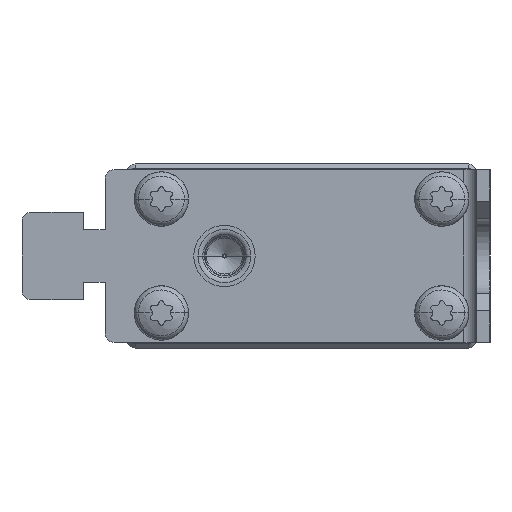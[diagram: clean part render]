
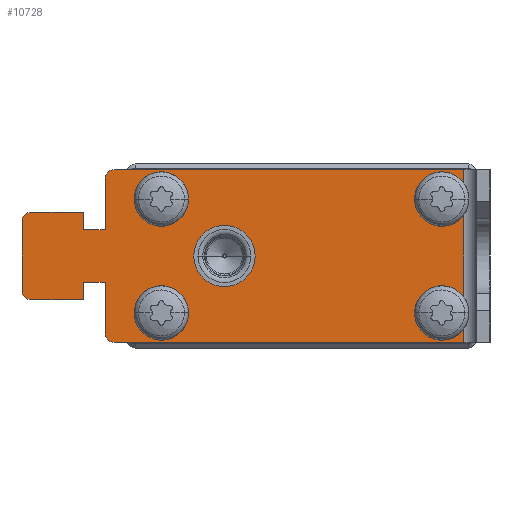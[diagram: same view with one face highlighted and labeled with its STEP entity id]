
A CAD part, left-side view. The second image highlights one B-rep face of the part: STEP entity #10728.
In plain terms, the highlighted face is planar.
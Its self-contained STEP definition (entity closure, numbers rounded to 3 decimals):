
#9840=DIRECTION('',(-1.,0.,0.));
#9841=VECTOR('',#9840,19.7);
#9842=CARTESIAN_POINT('',(9.85,1.5,3.));
#9843=LINE('',#9842,#9841);
#9854=CARTESIAN_POINT('',(8.85,1.5,42.9));
#9855=DIRECTION('',(0.,-1.,0.));
#9856=DIRECTION('',(1.,0.,0.));
#9857=AXIS2_PLACEMENT_3D('',#9854,#9855,#9856);
#9862=DIRECTION('',(0.,0.,1.));
#9863=VECTOR('',#9862,6.);
#9864=CARTESIAN_POINT('',(5.,1.5,46.4));
#9865=LINE('',#9864,#9863);
#9869=CARTESIAN_POINT('',(4.,1.5,52.4));
#9870=DIRECTION('',(0.,-1.,0.));
#9871=DIRECTION('',(1.,0.,0.));
#9872=AXIS2_PLACEMENT_3D('',#9869,#9870,#9871);
#9877=CARTESIAN_POINT('',(-4.,1.5,52.4));
#9878=DIRECTION('',(0.,-1.,0.));
#9879=DIRECTION('',(0.,0.,1.));
#9880=AXIS2_PLACEMENT_3D('',#9877,#9878,#9879);
#9885=DIRECTION('',(-1.,0.,0.));
#9886=VECTOR('',#9885,5.85);
#9887=CARTESIAN_POINT('',(-3.,1.5,43.9));
#9888=LINE('',#9887,#9886);
#9892=CARTESIAN_POINT('',(-8.85,1.5,42.9));
#9893=DIRECTION('',(0.,-1.,0.));
#9894=DIRECTION('',(0.,0.,1.));
#9895=AXIS2_PLACEMENT_3D('',#9892,#9893,#9894);
#9900=DIRECTION('',(0.,0.,1.));
#9901=VECTOR('',#9900,39.9);
#9902=CARTESIAN_POINT('',(9.85,1.5,3.));
#9903=LINE('',#9902,#9901);
#9907=CARTESIAN_POINT('',(-6.5,1.5,5.5));
#9908=DIRECTION('',(0.,1.,0.));
#9909=DIRECTION('',(1.,0.,0.));
#9910=AXIS2_PLACEMENT_3D('',#9907,#9908,#9909);
#9915=CARTESIAN_POINT('',(-6.5,1.5,5.5));
#9916=DIRECTION('',(0.,1.,0.));
#9917=DIRECTION('',(-1.,0.,0.));
#9918=AXIS2_PLACEMENT_3D('',#9915,#9916,#9917);
#9923=CARTESIAN_POINT('',(6.5,1.5,5.5));
#9924=DIRECTION('',(0.,1.,0.));
#9925=DIRECTION('',(1.,0.,0.));
#9926=AXIS2_PLACEMENT_3D('',#9923,#9924,#9925);
#9931=CARTESIAN_POINT('',(6.5,1.5,5.5));
#9932=DIRECTION('',(0.,1.,0.));
#9933=DIRECTION('',(-1.,0.,0.));
#9934=AXIS2_PLACEMENT_3D('',#9931,#9932,#9933);
#9939=CARTESIAN_POINT('',(6.5,1.5,37.5));
#9940=DIRECTION('',(0.,1.,0.));
#9941=DIRECTION('',(1.,0.,0.));
#9942=AXIS2_PLACEMENT_3D('',#9939,#9940,#9941);
#9947=CARTESIAN_POINT('',(6.5,1.5,37.5));
#9948=DIRECTION('',(0.,1.,0.));
#9949=DIRECTION('',(-1.,0.,0.));
#9950=AXIS2_PLACEMENT_3D('',#9947,#9948,#9949);
#9955=CARTESIAN_POINT('',(-6.5,1.5,37.5));
#9956=DIRECTION('',(0.,1.,0.));
#9957=DIRECTION('',(1.,0.,0.));
#9958=AXIS2_PLACEMENT_3D('',#9955,#9956,#9957);
#9963=CARTESIAN_POINT('',(-6.5,1.5,37.5));
#9964=DIRECTION('',(0.,1.,0.));
#9965=DIRECTION('',(-1.,0.,0.));
#9966=AXIS2_PLACEMENT_3D('',#9963,#9964,#9965);
#9971=CARTESIAN_POINT('',(0.,1.5,30.3));
#9972=DIRECTION('',(0.,1.,0.));
#9973=DIRECTION('',(1.,0.,0.));
#9974=AXIS2_PLACEMENT_3D('',#9971,#9972,#9973);
#9979=CARTESIAN_POINT('',(0.,1.5,30.3));
#9980=DIRECTION('',(0.,1.,0.));
#9981=DIRECTION('',(-1.,0.,0.));
#9982=AXIS2_PLACEMENT_3D('',#9979,#9980,#9981);
#9994=DIRECTION('',(1.,0.,0.));
#9995=VECTOR('',#9994,5.85);
#9996=CARTESIAN_POINT('',(3.,1.5,43.9));
#9997=LINE('',#9996,#9995);
#10008=DIRECTION('',(0.,0.,-1.));
#10009=VECTOR('',#10008,2.5);
#10010=CARTESIAN_POINT('',(3.,1.5,46.4));
#10011=LINE('',#10010,#10009);
#10022=DIRECTION('',(-1.,0.,0.));
#10023=VECTOR('',#10022,2.);
#10024=CARTESIAN_POINT('',(5.,1.5,46.4));
#10025=LINE('',#10024,#10023);
#10050=DIRECTION('',(1.,0.,0.));
#10051=VECTOR('',#10050,8.);
#10052=CARTESIAN_POINT('',(-4.,1.5,53.4));
#10053=LINE('',#10052,#10051);
#10078=DIRECTION('',(0.,0.,1.));
#10079=VECTOR('',#10078,6.);
#10080=CARTESIAN_POINT('',(-5.,1.5,46.4));
#10081=LINE('',#10080,#10079);
#10092=DIRECTION('',(-1.,0.,0.));
#10093=VECTOR('',#10092,2.);
#10094=CARTESIAN_POINT('',(-3.,1.5,46.4));
#10095=LINE('',#10094,#10093);
#10106=DIRECTION('',(0.,0.,1.));
#10107=VECTOR('',#10106,2.5);
#10108=CARTESIAN_POINT('',(-3.,1.5,43.9));
#10109=LINE('',#10108,#10107);
#10178=DIRECTION('',(0.,0.,1.));
#10179=VECTOR('',#10178,39.9);
#10180=CARTESIAN_POINT('',(-9.85,1.5,3.));
#10181=LINE('',#10180,#10179);
#10304=CARTESIAN_POINT('',(9.85,1.5,42.9));
#10306=VERTEX_POINT('',#10304);
#10308=CARTESIAN_POINT('',(9.85,1.5,3.));
#10309=VERTEX_POINT('',#10308);
#10322=CARTESIAN_POINT('',(8.85,1.5,43.9));
#10323=VERTEX_POINT('',#10322);
#10370=CARTESIAN_POINT('',(-2.475,1.5,30.3));
#10371=VERTEX_POINT('',#10370);
#10372=CARTESIAN_POINT('',(2.475,1.5,30.3));
#10373=VERTEX_POINT('',#10372);
#10374=CARTESIAN_POINT('',(3.,1.5,43.9));
#10375=VERTEX_POINT('',#10374);
#10376=CARTESIAN_POINT('',(3.,1.5,46.4));
#10377=VERTEX_POINT('',#10376);
#10378=CARTESIAN_POINT('',(5.,1.5,46.4));
#10379=VERTEX_POINT('',#10378);
#10380=CARTESIAN_POINT('',(5.,1.5,52.4));
#10381=VERTEX_POINT('',#10380);
#10382=CARTESIAN_POINT('',(4.,1.5,53.4));
#10383=VERTEX_POINT('',#10382);
#10384=CARTESIAN_POINT('',(-4.,1.5,53.4));
#10385=VERTEX_POINT('',#10384);
#10386=CARTESIAN_POINT('',(-5.,1.5,52.4));
#10387=VERTEX_POINT('',#10386);
#10388=CARTESIAN_POINT('',(-5.,1.5,46.4));
#10389=VERTEX_POINT('',#10388);
#10390=CARTESIAN_POINT('',(-3.,1.5,46.4));
#10391=VERTEX_POINT('',#10390);
#10392=CARTESIAN_POINT('',(-3.,1.5,43.9));
#10393=VERTEX_POINT('',#10392);
#10394=CARTESIAN_POINT('',(-8.85,1.5,43.9));
#10395=VERTEX_POINT('',#10394);
#10396=CARTESIAN_POINT('',(-9.85,1.5,42.9));
#10397=VERTEX_POINT('',#10396);
#10398=CARTESIAN_POINT('',(-9.85,1.5,3.));
#10399=VERTEX_POINT('',#10398);
#10400=CARTESIAN_POINT('',(-4.9,1.5,5.5));
#10401=CARTESIAN_POINT('',(-8.1,1.5,5.5));
#10402=VERTEX_POINT('',#10400);
#10403=VERTEX_POINT('',#10401);
#10404=CARTESIAN_POINT('',(8.1,1.5,5.5));
#10405=CARTESIAN_POINT('',(4.9,1.5,5.5));
#10406=VERTEX_POINT('',#10404);
#10407=VERTEX_POINT('',#10405);
#10408=CARTESIAN_POINT('',(8.1,1.5,37.5));
#10409=CARTESIAN_POINT('',(4.9,1.5,37.5));
#10410=VERTEX_POINT('',#10408);
#10411=VERTEX_POINT('',#10409);
#10412=CARTESIAN_POINT('',(-4.9,1.5,37.5));
#10413=CARTESIAN_POINT('',(-8.1,1.5,37.5));
#10414=VERTEX_POINT('',#10412);
#10415=VERTEX_POINT('',#10413);
#10662=CARTESIAN_POINT('',(9.85,1.5,53.4));
#10663=DIRECTION('',(0.,1.,0.));
#10664=DIRECTION('',(0.,0.,-1.));
#10665=AXIS2_PLACEMENT_3D('',#10662,#10663,#10664);
#10666=PLANE('',#10665);
#10667=ORIENTED_EDGE('',*,*,#10481,.T.);
#10669=ORIENTED_EDGE('',*,*,#10668,.F.);
#10671=ORIENTED_EDGE('',*,*,#10670,.F.);
#10673=ORIENTED_EDGE('',*,*,#10672,.F.);
#10675=ORIENTED_EDGE('',*,*,#10674,.T.);
#10677=ORIENTED_EDGE('',*,*,#10676,.T.);
#10679=ORIENTED_EDGE('',*,*,#10678,.F.);
#10681=ORIENTED_EDGE('',*,*,#10680,.T.);
#10683=ORIENTED_EDGE('',*,*,#10682,.F.);
#10685=ORIENTED_EDGE('',*,*,#10684,.F.);
#10687=ORIENTED_EDGE('',*,*,#10686,.F.);
#10689=ORIENTED_EDGE('',*,*,#10688,.T.);
#10691=ORIENTED_EDGE('',*,*,#10690,.T.);
#10693=ORIENTED_EDGE('',*,*,#10692,.F.);
#10694=ORIENTED_EDGE('',*,*,#10654,.F.);
#10695=ORIENTED_EDGE('',*,*,#10455,.T.);
#10696=EDGE_LOOP('',(#10667,#10669,#10671,#10673,#10675,#10677,#10679,#10681,
#10683,#10685,#10687,#10689,#10691,#10693,#10694,#10695));
#10697=FACE_OUTER_BOUND('',#10696,.F.);
#10699=ORIENTED_EDGE('',*,*,#10698,.T.);
#10701=ORIENTED_EDGE('',*,*,#10700,.T.);
#10702=EDGE_LOOP('',(#10699,#10701));
#10703=FACE_BOUND('',#10702,.F.);
#10705=ORIENTED_EDGE('',*,*,#10704,.T.);
#10707=ORIENTED_EDGE('',*,*,#10706,.T.);
#10708=EDGE_LOOP('',(#10705,#10707));
#10709=FACE_BOUND('',#10708,.F.);
#10711=ORIENTED_EDGE('',*,*,#10710,.T.);
#10713=ORIENTED_EDGE('',*,*,#10712,.T.);
#10714=EDGE_LOOP('',(#10711,#10713));
#10715=FACE_BOUND('',#10714,.F.);
#10717=ORIENTED_EDGE('',*,*,#10716,.T.);
#10719=ORIENTED_EDGE('',*,*,#10718,.T.);
#10720=EDGE_LOOP('',(#10717,#10719));
#10721=FACE_BOUND('',#10720,.F.);
#10723=ORIENTED_EDGE('',*,*,#10722,.T.);
#10725=ORIENTED_EDGE('',*,*,#10724,.T.);
#10726=EDGE_LOOP('',(#10723,#10725));
#10727=FACE_BOUND('',#10726,.F.);
#9858=CIRCLE('',#9857,1.);
#9873=CIRCLE('',#9872,1.);
#9881=CIRCLE('',#9880,1.);
#9896=CIRCLE('',#9895,1.);
#9911=CIRCLE('',#9910,1.6);
#9919=CIRCLE('',#9918,1.6);
#9927=CIRCLE('',#9926,1.6);
#9935=CIRCLE('',#9934,1.6);
#9943=CIRCLE('',#9942,1.6);
#9951=CIRCLE('',#9950,1.6);
#9959=CIRCLE('',#9958,1.6);
#9967=CIRCLE('',#9966,1.6);
#9975=CIRCLE('',#9974,2.475);
#9983=CIRCLE('',#9982,2.475);
#10455=EDGE_CURVE('',#10309,#10306,#9903,.T.);
#10481=EDGE_CURVE('',#10306,#10323,#9858,.T.);
#10654=EDGE_CURVE('',#10309,#10399,#9843,.T.);
#10668=EDGE_CURVE('',#10375,#10323,#9997,.T.);
#10670=EDGE_CURVE('',#10377,#10375,#10011,.T.);
#10672=EDGE_CURVE('',#10379,#10377,#10025,.T.);
#10674=EDGE_CURVE('',#10379,#10381,#9865,.T.);
#10676=EDGE_CURVE('',#10381,#10383,#9873,.T.);
#10678=EDGE_CURVE('',#10385,#10383,#10053,.T.);
#10680=EDGE_CURVE('',#10385,#10387,#9881,.T.);
#10682=EDGE_CURVE('',#10389,#10387,#10081,.T.);
#10684=EDGE_CURVE('',#10391,#10389,#10095,.T.);
#10686=EDGE_CURVE('',#10393,#10391,#10109,.T.);
#10688=EDGE_CURVE('',#10393,#10395,#9888,.T.);
#10690=EDGE_CURVE('',#10395,#10397,#9896,.T.);
#10692=EDGE_CURVE('',#10399,#10397,#10181,.T.);
#10698=EDGE_CURVE('',#10402,#10403,#9911,.T.);
#10700=EDGE_CURVE('',#10403,#10402,#9919,.T.);
#10704=EDGE_CURVE('',#10406,#10407,#9927,.T.);
#10706=EDGE_CURVE('',#10407,#10406,#9935,.T.);
#10710=EDGE_CURVE('',#10410,#10411,#9943,.T.);
#10712=EDGE_CURVE('',#10411,#10410,#9951,.T.);
#10716=EDGE_CURVE('',#10414,#10415,#9959,.T.);
#10718=EDGE_CURVE('',#10415,#10414,#9967,.T.);
#10722=EDGE_CURVE('',#10373,#10371,#9975,.T.);
#10724=EDGE_CURVE('',#10371,#10373,#9983,.T.);
#10728=ADVANCED_FACE('',(#10697,#10703,#10709,#10715,#10721,#10727),#10666,.T.);
